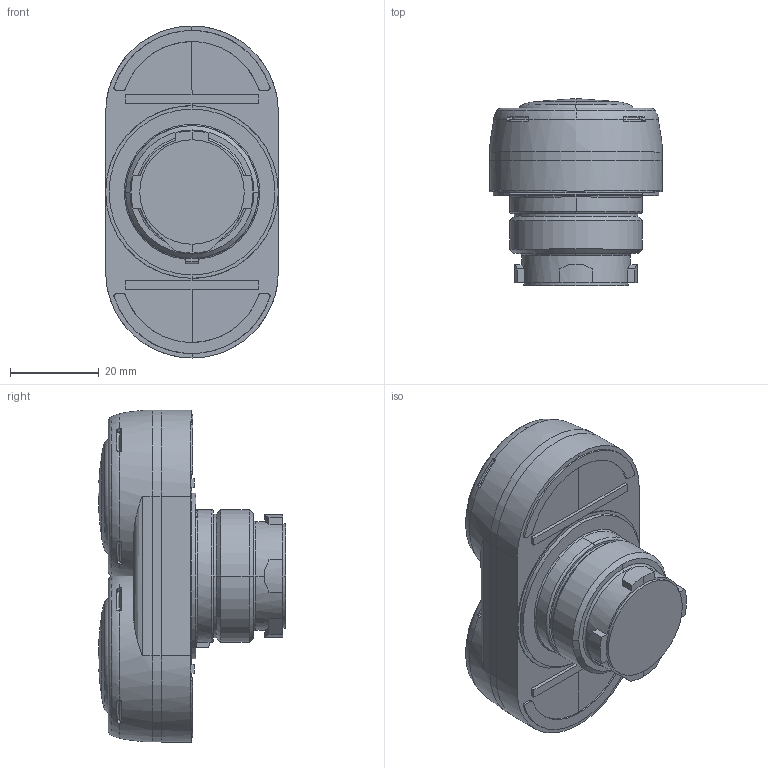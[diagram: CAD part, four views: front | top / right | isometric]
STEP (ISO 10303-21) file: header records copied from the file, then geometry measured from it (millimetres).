
FILE_DESCRIPTION((''),'2;1');
FILE_NAME('05-1141-0462_EINSATZGEH','2023-09-25T10:49:13',('Beil'),(''),'CREO PARAMETRIC BY PTC INC, 2019030','CREO PARAMETRIC BY PTC INC, 2019030','');
FILE_SCHEMA(('CONFIG_CONTROL_DESIGN','SHAPE_APPEARANCE_LAYERS_GROUPS'));
Length unit declared in the file: millimetre
Products named in the file (1): 05-1141-0462_EINSATZGEH
Bounding box: 39.03 x 42.3 x 75.03 mm (x, y, z)
Volume: 60763.5 mm3; surface area: 15763.1 mm2
Topology: 1 solids, 2 shells, 226 faces, 613 edges, 391 vertices
Faces by surface type: plane 81, bspline 46, cylinder 40, cone 38, torus 17, sphere 4
Entity records: 10646 total; most frequent: CARTESIAN_POINT 3339, ORIENTED_EDGE 1218, DIRECTION 960, PRESENTATION_STYLE_ASSIGNMENT 622, STYLED_ITEM 610, CURVE_STYLE 609, EDGE_CURVE 609, VERTEX_POINT 391
